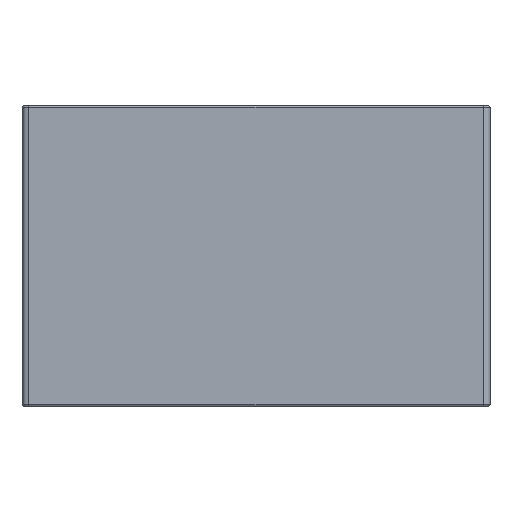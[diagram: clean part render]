
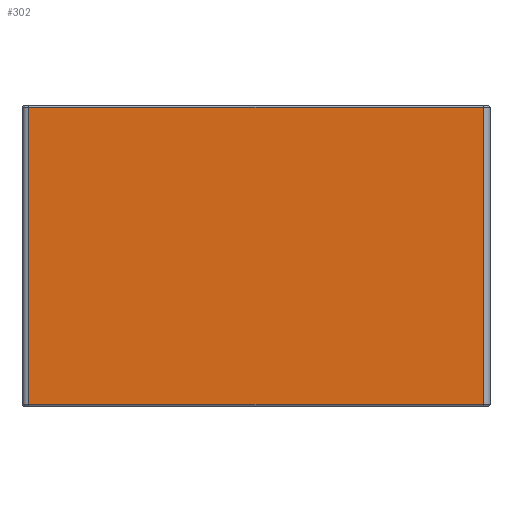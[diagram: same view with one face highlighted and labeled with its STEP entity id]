
A CAD part, left-side view. The second image highlights one B-rep face of the part: STEP entity #302.
In plain terms, the highlighted planar face has unit normal (-1, 0, 0).
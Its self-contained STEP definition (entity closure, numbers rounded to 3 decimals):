
#72 = FACE_OUTER_BOUND ( 'NONE', #677, .T. ) ;
#95 = DIRECTION ( 'NONE',  ( 0., 0., -1. ) ) ;
#107 = LINE ( 'NONE', #1380, #605 ) ;
#215 = ORIENTED_EDGE ( 'NONE', *, *, #1138, .T. ) ;
#219 = CARTESIAN_POINT ( 'NONE',  ( -10.5, -6.8, 0.05 ) ) ;
#302 = ADVANCED_FACE ( 'NONE', ( #72 ), #421, .F. ) ;
#345 = AXIS2_PLACEMENT_3D ( 'NONE', #969, #1202, #95 ) ;
#395 = DIRECTION ( 'NONE',  ( 0., 0., 1. ) ) ;
#421 = PLANE ( 'NONE',  #345 ) ;
#458 = CARTESIAN_POINT ( 'NONE',  ( -10.5, -6.8, 0.05 ) ) ;
#460 = ORIENTED_EDGE ( 'NONE', *, *, #485, .T. ) ;
#485 = EDGE_CURVE ( 'NONE', #1244, #1418, #609, .T. ) ;
#522 = VECTOR ( 'NONE', #532, 1000. ) ;
#532 = DIRECTION ( 'NONE',  ( 0., 1., 0. ) ) ;
#535 = EDGE_CURVE ( 'NONE', #849, #1244, #1255, .T. ) ;
#571 = CARTESIAN_POINT ( 'NONE',  ( -10.5, 6.8, 9. ) ) ;
#594 = ORIENTED_EDGE ( 'NONE', *, *, #795, .T. ) ;
#605 = VECTOR ( 'NONE', #395, 1000. ) ;
#609 = LINE ( 'NONE', #458, #1052 ) ;
#677 = EDGE_LOOP ( 'NONE', ( #781, #460, #215, #594 ) ) ;
#748 = CARTESIAN_POINT ( 'NONE',  ( -10.5, -7., 8.95 ) ) ;
#781 = ORIENTED_EDGE ( 'NONE', *, *, #535, .T. ) ;
#795 = EDGE_CURVE ( 'NONE', #1395, #849, #1033, .T. ) ;
#824 = VECTOR ( 'NONE', #1208, 1000. ) ;
#849 = VERTEX_POINT ( 'NONE', #868 ) ;
#868 = CARTESIAN_POINT ( 'NONE',  ( -10.5, 6.8, 8.95 ) ) ;
#969 = CARTESIAN_POINT ( 'NONE',  ( -10.5, -7., 9. ) ) ;
#1033 = LINE ( 'NONE', #748, #522 ) ;
#1034 = CARTESIAN_POINT ( 'NONE',  ( -10.5, 6.8, 0.05 ) ) ;
#1052 = VECTOR ( 'NONE', #1111, 1000. ) ;
#1111 = DIRECTION ( 'NONE',  ( 0., -1., 0. ) ) ;
#1138 = EDGE_CURVE ( 'NONE', #1418, #1395, #107, .T. ) ;
#1202 = DIRECTION ( 'NONE',  ( 1., 0., 0. ) ) ;
#1208 = DIRECTION ( 'NONE',  ( 0., 0., -1. ) ) ;
#1244 = VERTEX_POINT ( 'NONE', #1034 ) ;
#1255 = LINE ( 'NONE', #571, #824 ) ;
#1281 = CARTESIAN_POINT ( 'NONE',  ( -10.5, -6.8, 8.95 ) ) ;
#1380 = CARTESIAN_POINT ( 'NONE',  ( -10.5, -6.8, 9. ) ) ;
#1395 = VERTEX_POINT ( 'NONE', #1281 ) ;
#1418 = VERTEX_POINT ( 'NONE', #219 ) ;
